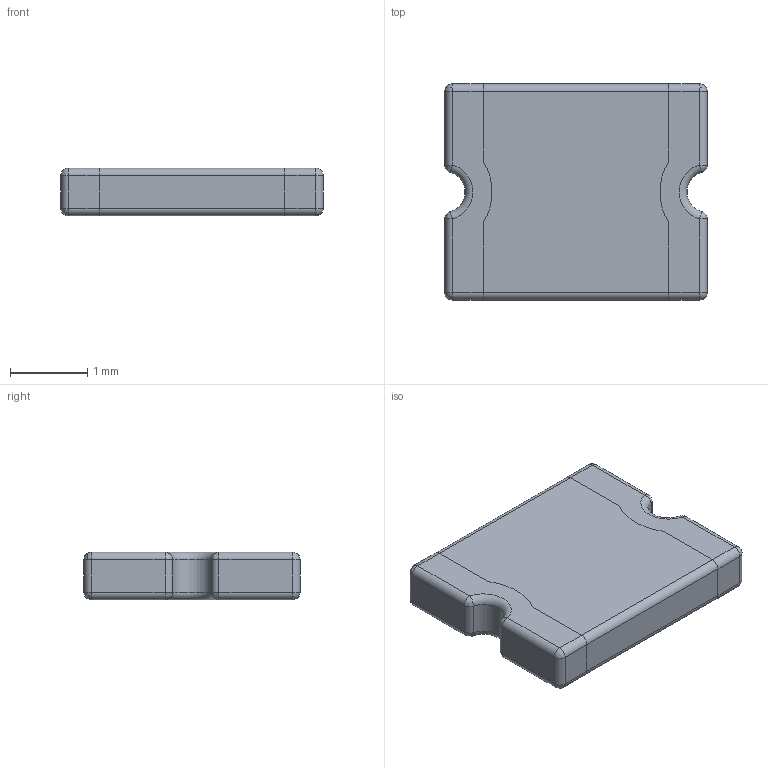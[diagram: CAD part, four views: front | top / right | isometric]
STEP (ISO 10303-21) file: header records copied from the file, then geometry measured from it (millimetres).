
FILE_DESCRIPTION((''),'2;1');
FILE_NAME('FUSR_TYCO_MICROSMD035F.stp','2012-06-12T14:58:52',(''),(''),'Mechanical Desktop 2011','Mechanical Desktop 2011',', , ');
FILE_SCHEMA(('AUTOMOTIVE_DESIGN { 1 2 10303 214 1 1 1 1 }'));
Length unit declared in the file: millimetre
Products named in the file (1): Product
Bounding box: 3.4 x 2.8 x 0.62 mm (x, y, z)
Volume: 5.7 mm3; surface area: 32.4 mm2
Topology: 3 solids, 3 shells, 80 faces, 180 edges, 102 vertices
Faces by surface type: bspline 33, cylinder 20, plane 16, sphere 9, torus 2
Entity records: 2704 total; most frequent: CARTESIAN_POINT 957, DIRECTION 360, ORIENTED_EDGE 352, EDGE_CURVE 176, AXIS2_PLACEMENT_3D 136, VERTEX_POINT 102, CIRCLE 88, VECTOR 88
